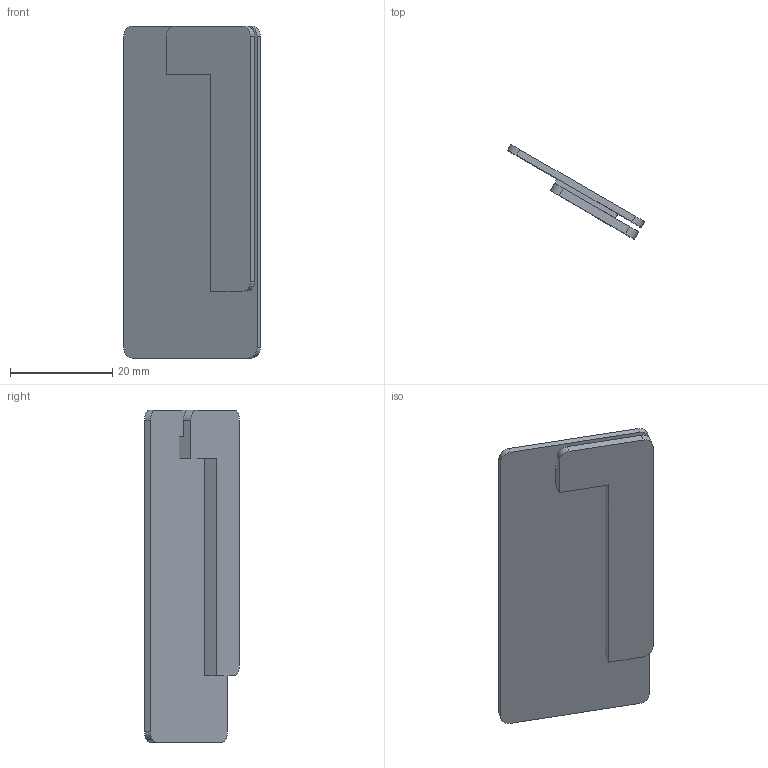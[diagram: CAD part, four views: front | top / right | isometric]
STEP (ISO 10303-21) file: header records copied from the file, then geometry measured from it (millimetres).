
FILE_DESCRIPTION (( 'STEP AP203' ), '1' );
FILE_NAME ('WIFI天线固定件5G.STEP', '2023-01-06T08:29:56', ( '个人用户' ), ( '微软中国' ), 'SwSTEP 2.0', 'SolidWorks 2019', '' );
FILE_SCHEMA (( 'CONFIG_CONTROL_DESIGN' ));
Length unit declared in the file: millimetre
Products named in the file (1): WIFI毞盄嘐隅璃5G
Bounding box: 26.8 x 18.56 x 65 mm (x, y, z)
Volume: 3716.3 mm3; surface area: 5208.7 mm2
Topology: 1 solids, 1 shells, 23 faces, 60 edges, 40 vertices
Faces by surface type: plane 16, cylinder 7
Entity records: 785 total; most frequent: CARTESIAN_POINT 124, DIRECTION 122, ORIENTED_EDGE 120, EDGE_CURVE 60, LINE 46, VECTOR 46, VERTEX_POINT 40, AXIS2_PLACEMENT_3D 38
